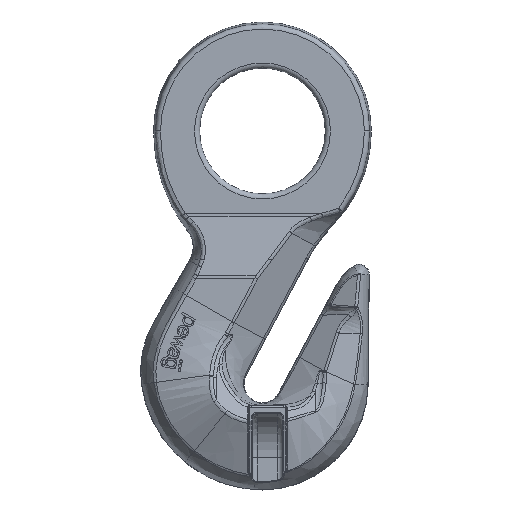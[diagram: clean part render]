
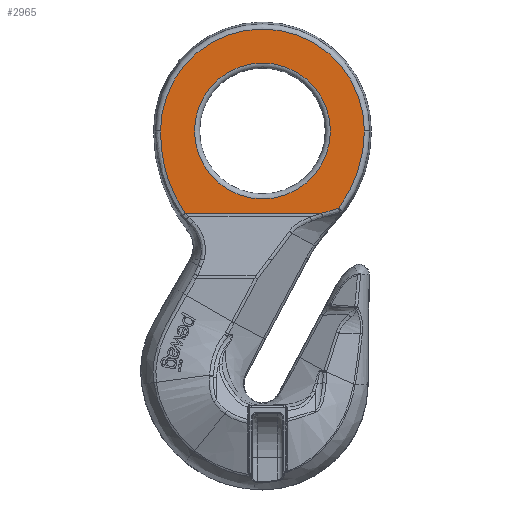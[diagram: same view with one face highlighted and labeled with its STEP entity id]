
A CAD part, left-side view. The second image highlights one B-rep face of the part: STEP entity #2965.
In plain terms, the highlighted planar face has unit normal (-1, 0, 0).
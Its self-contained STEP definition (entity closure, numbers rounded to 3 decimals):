
#841=LINE('',#26178,#1194);
#1194=VECTOR('',#12718,1.);
#1528=PLANE('',#11413);
#2527=CIRCLE('',#11410,13.25);
#2528=CIRCLE('',#11411,19.877);
#2529=CIRCLE('',#11412,24.986);
#2965=ADVANCED_FACE('',(#3313,#3314),#1528,.F.);
#3313=FACE_BOUND('',#3733,.T.);
#3314=FACE_BOUND('',#3734,.T.);
#3733=EDGE_LOOP('',(#5940));
#3734=EDGE_LOOP('',(#5941,#5942,#5943,#5944,#5945));
#5940=ORIENTED_EDGE('',*,*,#9349,.F.);
#5941=ORIENTED_EDGE('',*,*,#9350,.F.);
#5942=ORIENTED_EDGE('',*,*,#9351,.F.);
#5943=ORIENTED_EDGE('',*,*,#9352,.F.);
#5944=ORIENTED_EDGE('',*,*,#9353,.F.);
#5945=ORIENTED_EDGE('',*,*,#9354,.F.);
#8000=VERTEX_POINT('',#26167);
#8001=VERTEX_POINT('',#26169);
#8002=VERTEX_POINT('',#26170);
#8003=VERTEX_POINT('',#26177);
#8004=VERTEX_POINT('',#26179);
#8005=VERTEX_POINT('',#26184);
#9349=EDGE_CURVE('',#8000,#8000,#2527,.T.);
#9350=EDGE_CURVE('',#8001,#8002,#2528,.T.);
#9351=EDGE_CURVE('',#8003,#8001,#10513,.T.);
#9352=EDGE_CURVE('',#8004,#8003,#841,.T.);
#9353=EDGE_CURVE('',#8005,#8004,#10514,.T.);
#9354=EDGE_CURVE('',#8002,#8005,#2529,.T.);
#10513=B_SPLINE_CURVE_WITH_KNOTS('',3,(#26171,#26172,#26173,#26174,#26175,
#26176),.UNSPECIFIED.,.F.,.F.,(4,2,4),(0.,0.5,1.),.UNSPECIFIED.);
#10514=B_SPLINE_CURVE_WITH_KNOTS('',3,(#26180,#26181,#26182,#26183),
 .UNSPECIFIED.,.F.,.F.,(4,4),(0.,1.),.UNSPECIFIED.);
#11410=AXIS2_PLACEMENT_3D('',#26166,#12714,#12715);
#11411=AXIS2_PLACEMENT_3D('',#26168,#12716,#12717);
#11412=AXIS2_PLACEMENT_3D('',#26185,#12719,#12720);
#11413=AXIS2_PLACEMENT_3D('',#26186,#12721,#12722);
#12714=DIRECTION('',(-1.,0.,0.));
#12715=DIRECTION('',(0.,0.,1.));
#12716=DIRECTION('',(1.,0.,0.));
#12717=DIRECTION('',(0.,0.,1.));
#12718=DIRECTION('',(0.,1.,0.));
#12719=DIRECTION('',(1.,0.,0.));
#12720=DIRECTION('',(0.,0.,1.));
#12721=DIRECTION('',(1.,0.,0.));
#12722=DIRECTION('',(0.,0.,1.));
#26166=CARTESIAN_POINT('',(-4.5,-4.7,49.4));
#26167=CARTESIAN_POINT('',(-4.5,-4.7,62.65));
#26168=CARTESIAN_POINT('',(-4.5,-4.7,49.4));
#26169=CARTESIAN_POINT('',(-4.5,15.177,49.4));
#26170=CARTESIAN_POINT('',(-4.5,-24.577,49.4));
#26171=CARTESIAN_POINT('',(-4.5,10.315,33.35));
#26172=CARTESIAN_POINT('',(-4.5,11.997,35.674));
#26173=CARTESIAN_POINT('',(-4.5,13.188,38.253));
#26174=CARTESIAN_POINT('',(-4.5,14.794,43.736));
#26175=CARTESIAN_POINT('',(-4.5,15.177,46.54));
#26176=CARTESIAN_POINT('',(-4.5,15.177,49.4));
#26177=CARTESIAN_POINT('',(-4.5,10.315,33.35));
#26178=CARTESIAN_POINT('',(-4.5,-27.7,33.35));
#26179=CARTESIAN_POINT('',(-4.5,-16.249,33.35));
#26180=CARTESIAN_POINT('',(-4.5,-19.524,34.335));
#26181=CARTESIAN_POINT('',(-4.5,-18.422,34.042));
#26182=CARTESIAN_POINT('',(-4.5,-17.328,33.724));
#26183=CARTESIAN_POINT('',(-4.5,-16.249,33.35));
#26184=CARTESIAN_POINT('',(-4.5,-19.524,34.335));
#26185=CARTESIAN_POINT('',(-4.5,0.409,49.4));
#26186=CARTESIAN_POINT('',(-4.5,-27.7,33.));
